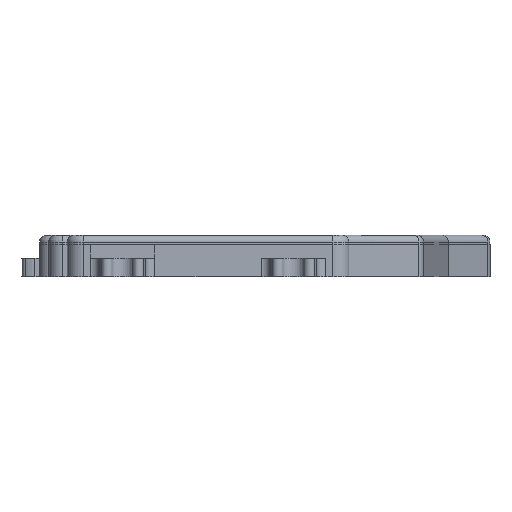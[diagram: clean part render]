
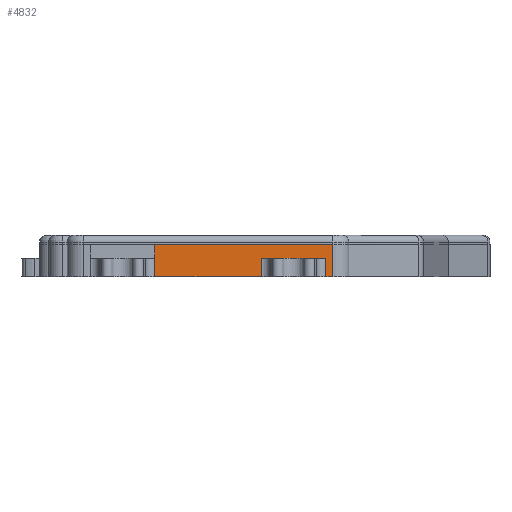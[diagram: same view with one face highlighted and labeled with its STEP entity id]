
A CAD part, left-side view. The second image highlights one B-rep face of the part: STEP entity #4832.
In plain terms, the highlighted planar face has unit normal (-1, 0, 0).
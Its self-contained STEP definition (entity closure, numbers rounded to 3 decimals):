
#242=FACE_OUTER_BOUND('',#496,.T.);
#496=EDGE_LOOP('',(#3393,#3394,#3395,#3396,#3397,#3398,#3399,#3400,#3401));
#963=LINE('',#6973,#1491);
#970=LINE('',#7003,#1498);
#981=LINE('',#7037,#1509);
#982=LINE('',#7042,#1510);
#1021=LINE('',#7175,#1549);
#1024=LINE('',#7181,#1552);
#1025=LINE('',#7183,#1553);
#1026=LINE('',#7184,#1554);
#1027=LINE('',#7185,#1555);
#1491=VECTOR('',#5556,10.);
#1498=VECTOR('',#5585,10.);
#1509=VECTOR('',#5624,10.);
#1510=VECTOR('',#5629,10.);
#1549=VECTOR('',#5776,10.);
#1552=VECTOR('',#5781,10.);
#1553=VECTOR('',#5782,10.);
#1554=VECTOR('',#5783,10.);
#1555=VECTOR('',#5784,10.);
#2033=VERTEX_POINT('',#6971);
#2034=VERTEX_POINT('',#6972);
#2046=VERTEX_POINT('',#7002);
#2055=VERTEX_POINT('',#7036);
#2056=VERTEX_POINT('',#7040);
#2057=VERTEX_POINT('',#7041);
#2097=VERTEX_POINT('',#7174);
#2099=VERTEX_POINT('',#7180);
#2100=VERTEX_POINT('',#7182);
#2502=EDGE_CURVE('',#2033,#2034,#963,.T.);
#2517=EDGE_CURVE('',#2034,#2046,#970,.T.);
#2534=EDGE_CURVE('',#2033,#2055,#981,.T.);
#2536=EDGE_CURVE('',#2056,#2057,#982,.T.);
#2602=EDGE_CURVE('',#2057,#2097,#1021,.T.);
#2605=EDGE_CURVE('',#2099,#2046,#1024,.T.);
#2606=EDGE_CURVE('',#2099,#2100,#1025,.T.);
#2607=EDGE_CURVE('',#2097,#2100,#1026,.T.);
#2608=EDGE_CURVE('',#2055,#2056,#1027,.T.);
#3393=ORIENTED_EDGE('',*,*,#2517,.T.);
#3394=ORIENTED_EDGE('',*,*,#2605,.F.);
#3395=ORIENTED_EDGE('',*,*,#2606,.T.);
#3396=ORIENTED_EDGE('',*,*,#2607,.F.);
#3397=ORIENTED_EDGE('',*,*,#2602,.F.);
#3398=ORIENTED_EDGE('',*,*,#2536,.F.);
#3399=ORIENTED_EDGE('',*,*,#2608,.F.);
#3400=ORIENTED_EDGE('',*,*,#2534,.F.);
#3401=ORIENTED_EDGE('',*,*,#2502,.T.);
#4653=PLANE('',#5169);
#4832=ADVANCED_FACE('',(#242),#4653,.T.);
#5169=AXIS2_PLACEMENT_3D('',#7179,#5779,#5780);
#5556=DIRECTION('',(0.,-1.,0.));
#5585=DIRECTION('',(0.,0.,-1.));
#5624=DIRECTION('',(0.,0.,-1.));
#5629=DIRECTION('',(0.,0.,1.));
#5776=DIRECTION('',(0.,0.,1.));
#5779=DIRECTION('center_axis',(-1.,0.,0.));
#5780=DIRECTION('ref_axis',(0.,-1.,0.));
#5781=DIRECTION('',(0.,1.,0.));
#5782=DIRECTION('',(0.,0.,1.));
#5783=DIRECTION('',(0.,-1.,0.));
#5784=DIRECTION('',(0.,1.,0.));
#6971=CARTESIAN_POINT('',(-2.,17.,2.));
#6972=CARTESIAN_POINT('',(-2.,3.,2.));
#6973=CARTESIAN_POINT('',(-2.,29.073,2.));
#7002=CARTESIAN_POINT('',(-2.,3.,-2.));
#7003=CARTESIAN_POINT('',(-2.,3.,0.));
#7036=CARTESIAN_POINT('',(-2.,17.,-2.));
#7037=CARTESIAN_POINT('',(-2.,17.,0.));
#7040=CARTESIAN_POINT('',(-2.,40.021,-2.));
#7041=CARTESIAN_POINT('',(-2.,40.021,2.));
#7042=CARTESIAN_POINT('',(-2.,40.021,0.));
#7174=CARTESIAN_POINT('',(-2.,40.021,5.));
#7175=CARTESIAN_POINT('',(-2.,40.021,0.));
#7179=CARTESIAN_POINT('Origin',(-2.,40.021,0.));
#7180=CARTESIAN_POINT('',(-2.,1.5,-2.));
#7181=CARTESIAN_POINT('',(-2.,40.021,-2.));
#7182=CARTESIAN_POINT('',(-2.,1.5,5.));
#7183=CARTESIAN_POINT('',(-2.,1.5,0.));
#7184=CARTESIAN_POINT('',(-2.,40.021,5.));
#7185=CARTESIAN_POINT('',(-2.,40.021,-2.));
